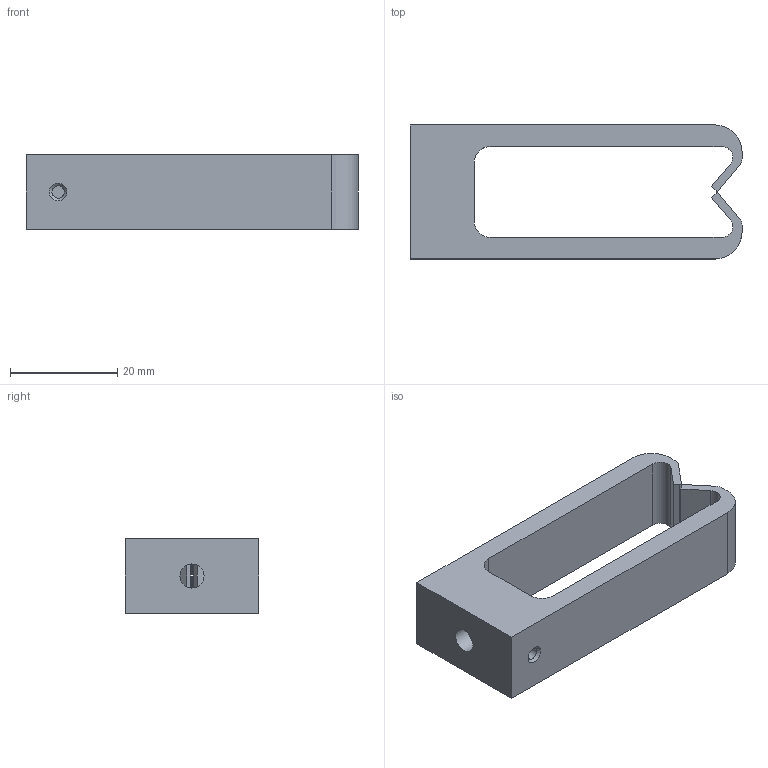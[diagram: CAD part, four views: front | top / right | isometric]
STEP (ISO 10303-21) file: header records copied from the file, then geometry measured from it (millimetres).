
FILE_DESCRIPTION(/* description */ (''),/* implementation_level */ '2;1');
FILE_NAME(/* name */ '02_31__XP_Fix_Cables_Base___V1.2.step',/* time_stamp */ '2025-06-29T19:31:26+02:00',/* author */ (''),/* organization */ (''),/* preprocessor_version */ 'ST-DEVELOPER v20.1',/* originating_system */ 'Autodesk Translation Framework v14.10.0.0',/* authorisation */ '');
FILE_SCHEMA (('AUTOMOTIVE_DESIGN { 1 0 10303 214 3 1 1 }'));
Length unit declared in the file: millimetre
Products named in the file (1): 02_31__XP_Fix_Cables_Base___V1.2
Bounding box: 62 x 25 x 14 mm (x, y, z)
Volume: 9521.1 mm3; surface area: 6051.6 mm2
Topology: 1 solids, 1 shells, 35 faces, 88 edges, 58 vertices
Faces by surface type: plane 19, cylinder 14, cone 2
Full cylindrical faces by diameter (mm): 2.3 x2, 4.5 x1, 8.5 x1
Entity records: 1100 total; most frequent: DIRECTION 190, CARTESIAN_POINT 182, ORIENTED_EDGE 176, EDGE_CURVE 88, AXIS2_PLACEMENT_3D 66, LINE 58, VECTOR 58, VERTEX_POINT 58
